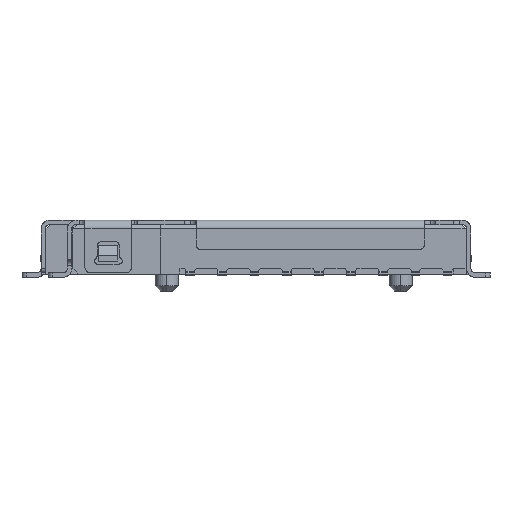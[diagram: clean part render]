
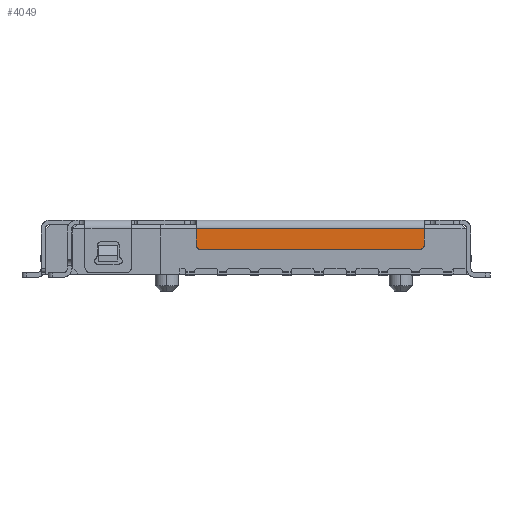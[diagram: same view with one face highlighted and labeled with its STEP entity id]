
A CAD part, left-side view. The second image highlights one B-rep face of the part: STEP entity #4049.
In plain terms, the highlighted planar face has unit normal (-1, 0, 0).
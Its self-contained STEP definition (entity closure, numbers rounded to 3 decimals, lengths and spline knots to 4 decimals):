
#4049 = ADVANCED_FACE('',(#4050),#4106,.T.);
#4050 = FACE_BOUND('',#4051,.T.);
#4051 = EDGE_LOOP('',(#4052,#4065,#4073,#4081,#4089,#4100));
#4052 = ORIENTED_EDGE('',*,*,#4053,.T.);
#4053 = EDGE_CURVE('',#4054,#4056,#4058,.T.);
#4054 = VERTEX_POINT('',#4055);
#4055 = CARTESIAN_POINT('',(-10.575,-5.575,1.45
    ));
#4056 = VERTEX_POINT('',#4057);
#4057 = CARTESIAN_POINT('',(-10.575,-5.725,1.6));
#4058 = B_SPLINE_CURVE_WITH_KNOTS('',3,(#4059,#4060,#4061,#4062,#4063,
    #4064),.UNSPECIFIED.,.F.,.F.,(4,2,4),(0.,0.5,1.),.UNSPECIFIED.);
#4059 = CARTESIAN_POINT('',(-10.575,-5.575,1.45
    ));
#4060 = CARTESIAN_POINT('',(-10.575,-5.6139,
    1.45));
#4061 = CARTESIAN_POINT('',(-10.575,-5.6534,
    1.4665));
#4062 = CARTESIAN_POINT('',(-10.575,-5.7087,
    1.5213));
#4063 = CARTESIAN_POINT('',(-10.575,-5.725,1.5593));
#4064 = CARTESIAN_POINT('',(-10.575,-5.725,1.6));
#4065 = ORIENTED_EDGE('',*,*,#4066,.T.);
#4066 = EDGE_CURVE('',#4056,#4067,#4069,.T.);
#4067 = VERTEX_POINT('',#4068);
#4068 = CARTESIAN_POINT('',(-10.575,-5.725,2.15));
#4069 = LINE('',#4070,#4071);
#4070 = CARTESIAN_POINT('',(-10.575,-5.725,1.8));
#4071 = VECTOR('',#4072,1.);
#4072 = DIRECTION('',(0.,0.,1.));
#4073 = ORIENTED_EDGE('',*,*,#4074,.T.);
#4074 = EDGE_CURVE('',#4067,#4075,#4077,.T.);
#4075 = VERTEX_POINT('',#4076);
#4076 = CARTESIAN_POINT('',(-10.575,2.075,2.15));
#4077 = LINE('',#4078,#4079);
#4078 = CARTESIAN_POINT('',(-10.575,-1.825,2.15));
#4079 = VECTOR('',#4080,1.);
#4080 = DIRECTION('',(0.,1.,0.));
#4081 = ORIENTED_EDGE('',*,*,#4082,.T.);
#4082 = EDGE_CURVE('',#4075,#4083,#4085,.T.);
#4083 = VERTEX_POINT('',#4084);
#4084 = CARTESIAN_POINT('',(-10.575,2.075,1.6));
#4085 = LINE('',#4086,#4087);
#4086 = CARTESIAN_POINT('',(-10.575,2.075,1.8));
#4087 = VECTOR('',#4088,1.);
#4088 = DIRECTION('',(0.,0.,-1.));
#4089 = ORIENTED_EDGE('',*,*,#4090,.T.);
#4090 = EDGE_CURVE('',#4083,#4091,#4093,.T.);
#4091 = VERTEX_POINT('',#4092);
#4092 = CARTESIAN_POINT('',(-10.575,1.925,1.45)
  );
#4093 = B_SPLINE_CURVE_WITH_KNOTS('',3,(#4094,#4095,#4096,#4097,#4098,
    #4099),.UNSPECIFIED.,.F.,.F.,(4,2,4),(0.,0.5,1.),.UNSPECIFIED.);
#4094 = CARTESIAN_POINT('',(-10.575,2.075,1.6));
#4095 = CARTESIAN_POINT('',(-10.575,2.075,1.5611));
#4096 = CARTESIAN_POINT('',(-10.575,2.0585,
    1.5216));
#4097 = CARTESIAN_POINT('',(-10.575,2.0037,
    1.4663));
#4098 = CARTESIAN_POINT('',(-10.575,1.9657,
    1.45));
#4099 = CARTESIAN_POINT('',(-10.575,1.925,1.45)
  );
#4100 = ORIENTED_EDGE('',*,*,#4101,.T.);
#4101 = EDGE_CURVE('',#4091,#4054,#4102,.T.);
#4102 = LINE('',#4103,#4104);
#4103 = CARTESIAN_POINT('',(-10.575,-1.825,1.45));
#4104 = VECTOR('',#4105,1.);
#4105 = DIRECTION('',(0.,-1.,-0.));
#4106 = PLANE('',#4107);
#4107 = AXIS2_PLACEMENT_3D('',#4108,#4109,#4110);
#4108 = CARTESIAN_POINT('',(-10.575,-5.725,2.15));
#4109 = DIRECTION('',(-1.,0.,0.));
#4110 = DIRECTION('',(0.,1.,0.));
